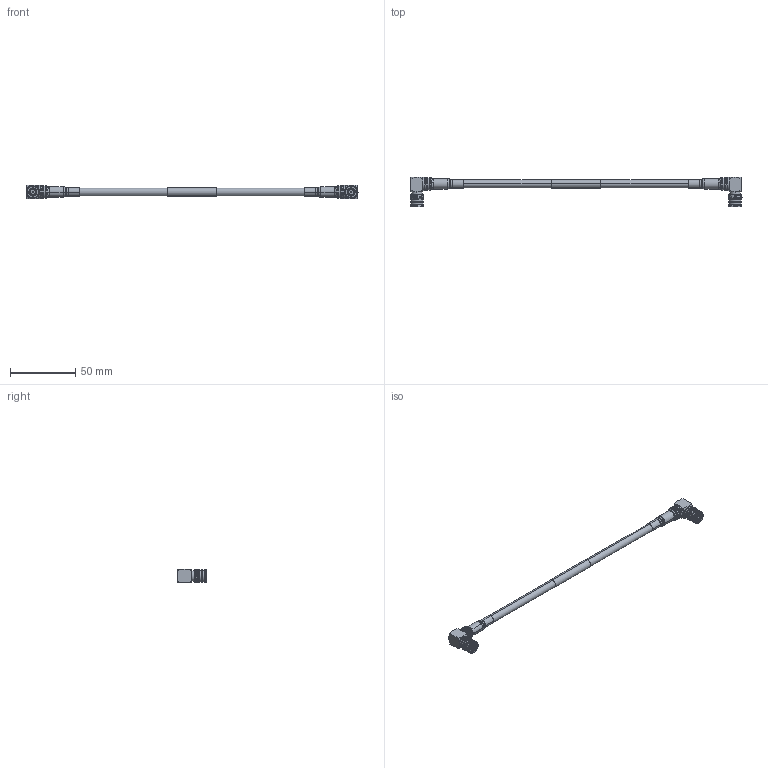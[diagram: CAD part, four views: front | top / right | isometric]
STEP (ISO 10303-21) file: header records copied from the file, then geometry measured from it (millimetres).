
FILE_DESCRIPTION (( 'STEP AP214' ), '1' );
FILE_NAME ('FMCA3295_3D.step', '2023-06-16T15:08:35', ( '' ), ( '' ), 'SwSTEP 2.0', 'SolidWorks 2022', '' );
FILE_SCHEMA (( 'AUTOMOTIVE_DESIGN' ));
Length unit declared in the file: inch
Products named in the file (6): Ferrule^EZ-240-QM-RA-X_PE_FMCA3295; FMCA3295_3D; EZ-240-QM-RA-X-LC^EZ-240-QM-RA-X_PE_FMCA3295; TCOM-240^FMCA3295_with label; HEAT SHRINK^FMCA3295_TNC TO d240 EZ-240-TM-X; EZ-240-QM-RA-X_PE^FMCA3295
Assembly tree (7 placements, depth 3):
  FMCA3295_3D
    TCOM-240^FMCA3295_with label
    HEAT SHRINK^FMCA3295_TNC TO d240 EZ-240-TM-X  x2
    EZ-240-QM-RA-X_PE^FMCA3295  x2
      EZ-240-QM-RA-X-LC^EZ-240-QM-RA-X_PE_FMCA3295
      Ferrule^EZ-240-QM-RA-X_PE_FMCA3295
Bounding box: 254.69 x 22.75 x 10.5 mm (x, y, z)
Volume: 10768.9 mm3; surface area: 12907.3 mm2
Topology: 7 solids, 7 shells, 1604 faces, 3904 edges, 2328 vertices
Faces by surface type: bspline 576, cylinder 504, cone 264, plane 148, torus 112
Entity records: 33386 total; most frequent: CARTESIAN_POINT 16991, ORIENTED_EDGE 3922, DIRECTION 2815, EDGE_CURVE 1961, VERTEX_POINT 1170, AXIS2_PLACEMENT_3D 1124, EDGE_LOOP 835, FACE_OUTER_BOUND 807
